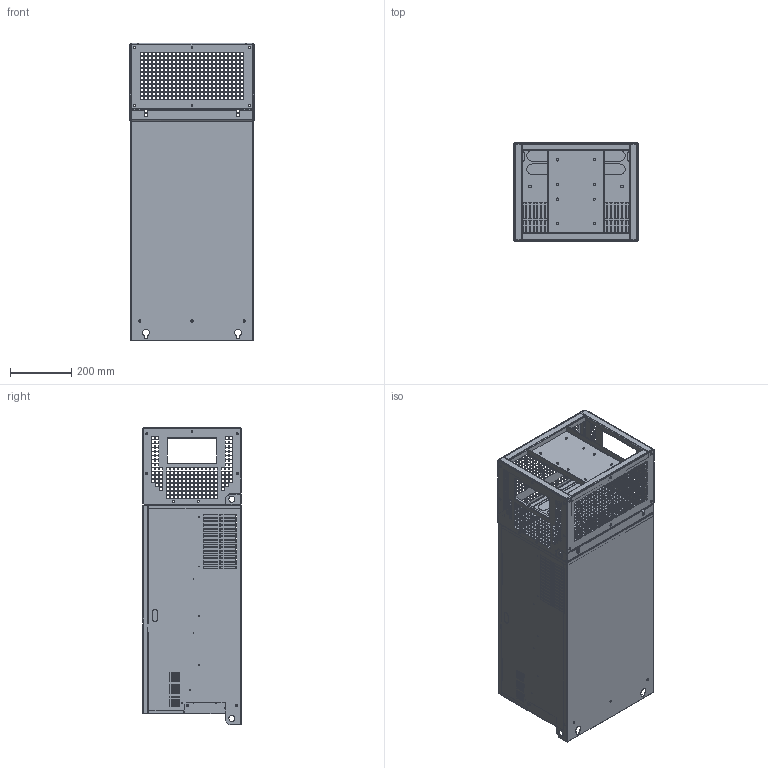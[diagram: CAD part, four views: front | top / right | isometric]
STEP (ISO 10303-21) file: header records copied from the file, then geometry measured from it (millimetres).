
FILE_DESCRIPTION (( 'STEP AP203' ), '1' );
FILE_NAME ('FR500H-4T-(185)KW.STEP', '2023-08-23T09:07:23', ( '' ), ( '' ), 'SwSTEP 2.0', 'SolidWorks 2022', '' );
FILE_SCHEMA (( 'CONFIG_CONTROL_DESIGN' ));
Products named in the file (1): FR500H-4T-(185)KW
Bounding box: 404 x 320 x 968 mm (x, y, z)
Volume: 82754058.9 mm3; surface area: 3724229.7 mm2
Topology: 4 solids, 4 shells, 5866 faces, 17066 edges, 11178 vertices
Faces by surface type: plane 5434, cylinder 372, bspline 46, cone 14
Entity records: 195891 total; most frequent: CARTESIAN_POINT 35749, ORIENTED_EDGE 34132, DIRECTION 29354, EDGE_CURVE 17066, VECTOR 16052, LINE 16052, VERTEX_POINT 11178, EDGE_LOOP 8412
